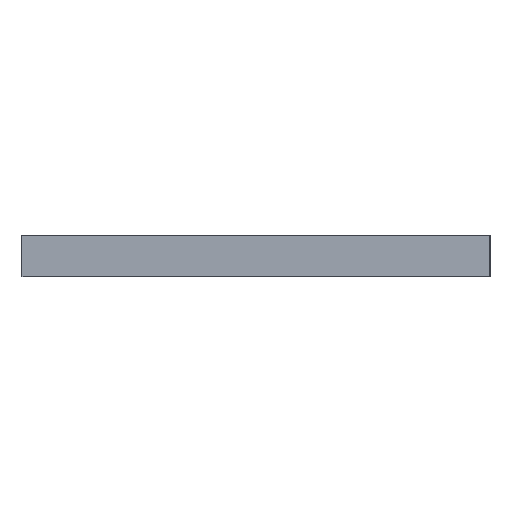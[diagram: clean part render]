
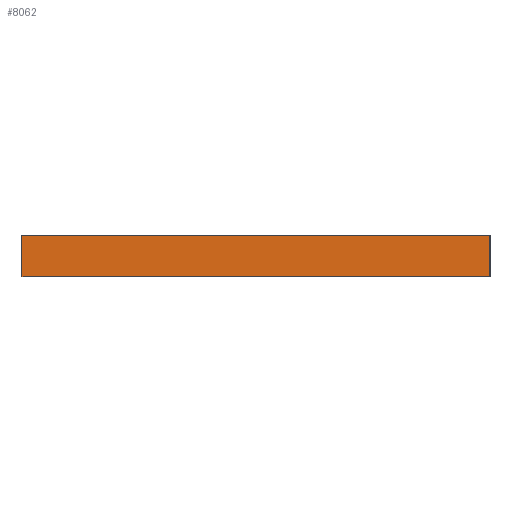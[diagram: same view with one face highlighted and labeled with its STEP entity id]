
A CAD part, left-side view. The second image highlights one B-rep face of the part: STEP entity #8062.
In plain terms, the highlighted planar face has unit normal (-1, -0.001, 0).
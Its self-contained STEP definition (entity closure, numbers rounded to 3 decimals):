
#346 = EDGE_CURVE ( 'NONE', #14932, #15020, #11147, .T. ) ;
#424 = EDGE_CURVE ( 'NONE', #9906, #14932, #6495, .T. ) ;
#1109 = CARTESIAN_POINT ( 'NONE',  ( -7.93, -0.005, 0. ) ) ;
#1198 = VECTOR ( 'NONE', #5105, 1000. ) ;
#1479 = VECTOR ( 'NONE', #10593, 1000. ) ;
#2185 = DIRECTION ( 'NONE',  ( -0.001, 1., 0. ) ) ;
#3832 = CARTESIAN_POINT ( 'NONE',  ( -8.047, 184.294, 20. ) ) ;
#3937 = DIRECTION ( 'NONE',  ( -1., -0.001, 0. ) ) ;
#4619 = VECTOR ( 'NONE', #9138, 1000. ) ;
#4695 = CARTESIAN_POINT ( 'NONE',  ( -7.905, -39.798, 0. ) ) ;
#5105 = DIRECTION ( 'NONE',  ( 0., 0., -1. ) ) ;
#6495 = LINE ( 'NONE', #7540, #1198 ) ;
#6971 = CARTESIAN_POINT ( 'NONE',  ( -8.047, 184.294, 20. ) ) ;
#7337 = EDGE_LOOP ( 'NONE', ( #11228, #8939, #12324, #10097 ) ) ;
#7540 = CARTESIAN_POINT ( 'NONE',  ( -7.905, -39.798, 20. ) ) ;
#7581 = FACE_OUTER_BOUND ( 'NONE', #7337, .T. ) ;
#8062 = ADVANCED_FACE ( 'NONE', ( #7581 ), #8973, .T. ) ;
#8494 = EDGE_CURVE ( 'NONE', #14764, #15020, #15650, .T. ) ;
#8939 = ORIENTED_EDGE ( 'NONE', *, *, #424, .F. ) ;
#8973 = PLANE ( 'NONE',  #13280 ) ;
#9129 = CARTESIAN_POINT ( 'NONE',  ( -8.047, 184.294, 0. ) ) ;
#9138 = DIRECTION ( 'NONE',  ( 0., 0., -1. ) ) ;
#9777 = CARTESIAN_POINT ( 'NONE',  ( -7.905, -39.798, 20. ) ) ;
#9906 = VERTEX_POINT ( 'NONE', #9777 ) ;
#10097 = ORIENTED_EDGE ( 'NONE', *, *, #8494, .T. ) ;
#10593 = DIRECTION ( 'NONE',  ( -0.001, 1., 0. ) ) ;
#11147 = LINE ( 'NONE', #1109, #1479 ) ;
#11228 = ORIENTED_EDGE ( 'NONE', *, *, #346, .F. ) ;
#11576 = LINE ( 'NONE', #16535, #12470 ) ;
#11761 = DIRECTION ( 'NONE',  ( 0.001, -1., 0. ) ) ;
#12324 = ORIENTED_EDGE ( 'NONE', *, *, #16611, .T. ) ;
#12470 = VECTOR ( 'NONE', #2185, 1000. ) ;
#13280 = AXIS2_PLACEMENT_3D ( 'NONE', #15856, #3937, #11761 ) ;
#14764 = VERTEX_POINT ( 'NONE', #6971 ) ;
#14932 = VERTEX_POINT ( 'NONE', #4695 ) ;
#15020 = VERTEX_POINT ( 'NONE', #9129 ) ;
#15650 = LINE ( 'NONE', #3832, #4619 ) ;
#15856 = CARTESIAN_POINT ( 'NONE',  ( -7.93, -0.005, 20. ) ) ;
#16535 = CARTESIAN_POINT ( 'NONE',  ( -7.93, -0.005, 20. ) ) ;
#16611 = EDGE_CURVE ( 'NONE', #9906, #14764, #11576, .T. ) ;
